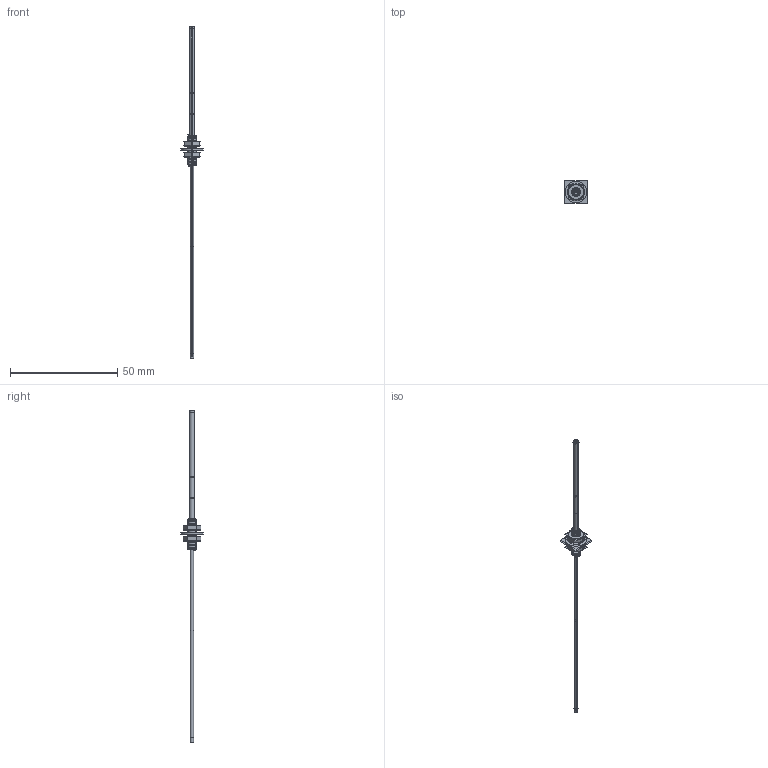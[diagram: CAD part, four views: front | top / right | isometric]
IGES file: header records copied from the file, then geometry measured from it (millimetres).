
Start section:  PTC IGES file: 192784.igs
Global section: file name: 192784.igs; native system: Creo Parametric by Parametric Technology Corporation; preprocessor: 2013230; author: pdmadmin; organization: Unknown; date: 20160209.170035; units: millimetre
Bounding box: 10.52 x 10.52 x 154.86 mm (x, y, z)
Volume: 491 mm3; surface area: 15450.4 mm2
Topology: 7 solids, 8 shells, 526 faces, 2762 edges, 3577 vertices
Faces by surface type: revolution 402, bspline 124
